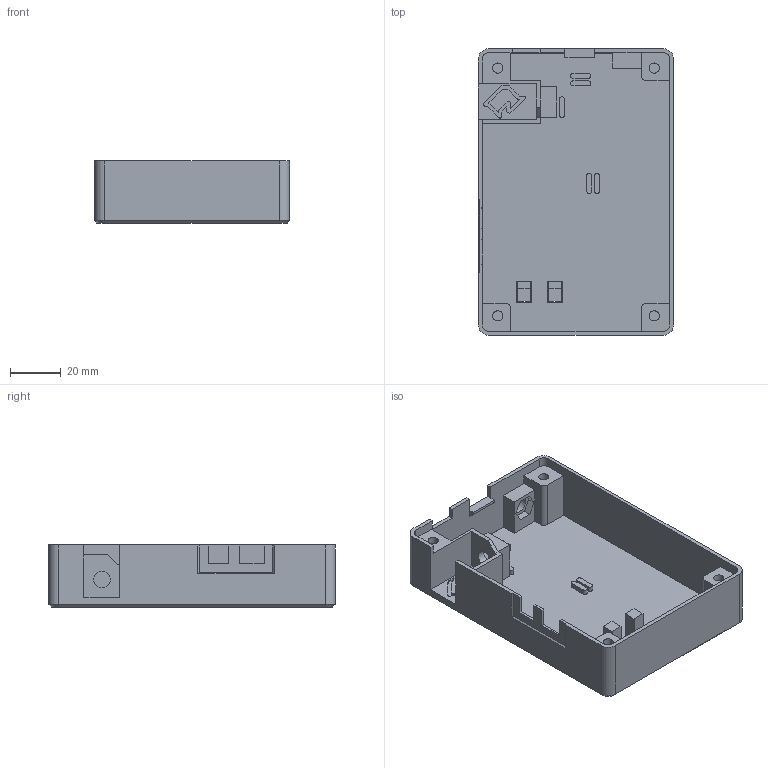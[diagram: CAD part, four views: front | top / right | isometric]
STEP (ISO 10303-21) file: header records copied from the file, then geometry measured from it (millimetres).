
FILE_DESCRIPTION(('FreeCAD Model'),'2;1');
FILE_NAME('Open CASCADE Shape Model','2024-12-07T21:52:51',(''),(''), 'Open CASCADE STEP processor 7.8','FreeCAD','Unknown');
FILE_SCHEMA(('AUTOMOTIVE_DESIGN { 1 0 10303 214 1 1 1 1 }'));
Length unit declared in the file: millimetre
Products named in the file (1): Cut001
Bounding box: 76.7 x 112.6 x 24.4 mm (x, y, z)
Volume: 38830.7 mm3; surface area: 37271.6 mm2
Topology: 1 solids, 1 shells, 269 faces, 736 edges, 486 vertices
Faces by surface type: plane 185, bspline 52, cylinder 28, cone 4
Full cylindrical faces by diameter (mm): 4 x4, 6.6 x2, 10.8 x1
Entity records: 8840 total; most frequent: CARTESIAN_POINT 2280, ORIENTED_EDGE 1472, DIRECTION 1128, EDGE_CURVE 736, LINE 572, VECTOR 572, VERTEX_POINT 486, FACE_BOUND 294
